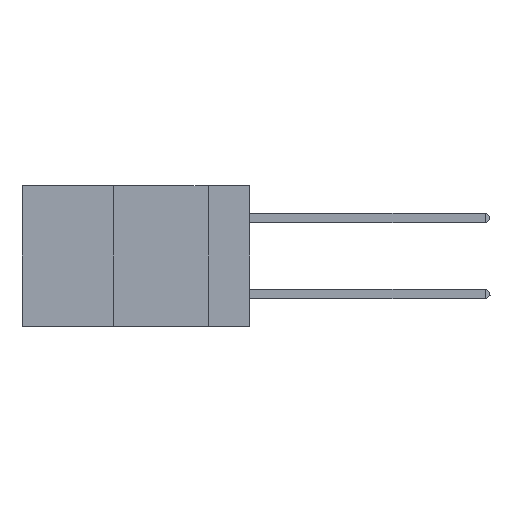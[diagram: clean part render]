
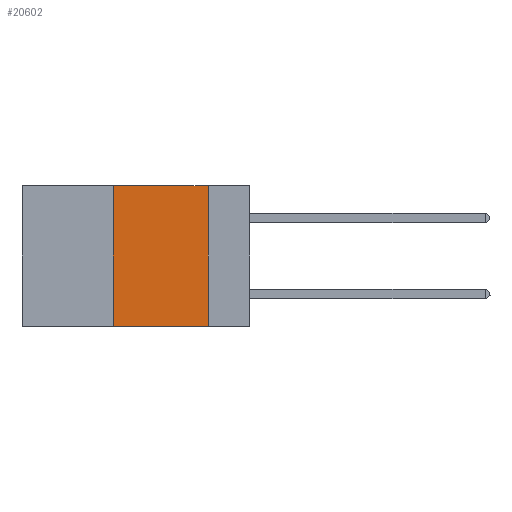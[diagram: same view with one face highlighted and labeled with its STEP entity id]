
A CAD part, left-side view. The second image highlights one B-rep face of the part: STEP entity #20602.
In plain terms, the highlighted planar face has unit normal (-1, 0, 0).
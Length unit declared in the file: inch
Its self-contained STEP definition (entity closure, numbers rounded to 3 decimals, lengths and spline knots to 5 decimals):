
#315 = EDGE_CURVE ( 'NONE', #1251, #23470, #19923, .T. ) ;
#1251 = VERTEX_POINT ( 'NONE', #33726 ) ;
#1611 = LINE ( 'NONE', #9119, #2429 ) ;
#1652 = CARTESIAN_POINT ( 'NONE',  ( 0., 0.11, 0. ) ) ;
#2385 = VERTEX_POINT ( 'NONE', #25919 ) ;
#2429 = VECTOR ( 'NONE', #29501, 39.37008 ) ;
#3932 = AXIS2_PLACEMENT_3D ( 'NONE', #36243, #33322, #37490 ) ;
#6664 = LINE ( 'NONE', #9604, #25416 ) ;
#6808 = EDGE_LOOP ( 'NONE', ( #13142, #19052, #31620, #7086 ) ) ;
#7086 = ORIENTED_EDGE ( 'NONE', *, *, #33089, .T. ) ;
#7715 = LINE ( 'NONE', #1652, #30018 ) ;
#8549 = VERTEX_POINT ( 'NONE', #34364 ) ;
#9119 = CARTESIAN_POINT ( 'NONE',  ( 0., 0.36, 0. ) ) ;
#9604 = CARTESIAN_POINT ( 'NONE',  ( 0., 0.6, -0.37 ) ) ;
#10277 = DIRECTION ( 'NONE',  ( 0., 0., -1. ) ) ;
#13142 = ORIENTED_EDGE ( 'NONE', *, *, #27668, .F. ) ;
#16074 = PLANE ( 'NONE',  #3932 ) ;
#18712 = EDGE_CURVE ( 'NONE', #2385, #1251, #1611, .T. ) ;
#19052 = ORIENTED_EDGE ( 'NONE', *, *, #315, .F. ) ;
#19641 = FACE_OUTER_BOUND ( 'NONE', #6808, .T. ) ;
#19923 = LINE ( 'NONE', #30387, #33582 ) ;
#20602 = ADVANCED_FACE ( 'NONE', ( #19641 ), #16074, .F. ) ;
#21208 = CARTESIAN_POINT ( 'NONE',  ( 0., 0.11, 0. ) ) ;
#23470 = VERTEX_POINT ( 'NONE', #21208 ) ;
#25416 = VECTOR ( 'NONE', #29964, 39.37008 ) ;
#25919 = CARTESIAN_POINT ( 'NONE',  ( 0., 0.36, -0.37 ) ) ;
#27599 = DIRECTION ( 'NONE',  ( 0., -1., 0. ) ) ;
#27668 = EDGE_CURVE ( 'NONE', #23470, #8549, #7715, .T. ) ;
#29501 = DIRECTION ( 'NONE',  ( 0., 0., 1. ) ) ;
#29964 = DIRECTION ( 'NONE',  ( 0., -1., 0. ) ) ;
#30018 = VECTOR ( 'NONE', #10277, 39.37008 ) ;
#30387 = CARTESIAN_POINT ( 'NONE',  ( 0., 0.6, 0. ) ) ;
#31620 = ORIENTED_EDGE ( 'NONE', *, *, #18712, .F. ) ;
#33089 = EDGE_CURVE ( 'NONE', #2385, #8549, #6664, .T. ) ;
#33322 = DIRECTION ( 'NONE',  ( 1., 0., 0. ) ) ;
#33582 = VECTOR ( 'NONE', #27599, 39.37008 ) ;
#33726 = CARTESIAN_POINT ( 'NONE',  ( 0., 0.36, 0. ) ) ;
#34364 = CARTESIAN_POINT ( 'NONE',  ( 0., 0.11, -0.37 ) ) ;
#36243 = CARTESIAN_POINT ( 'NONE',  ( 0., 0.6, 0. ) ) ;
#37490 = DIRECTION ( 'NONE',  ( 0., 0., -1. ) ) ;
